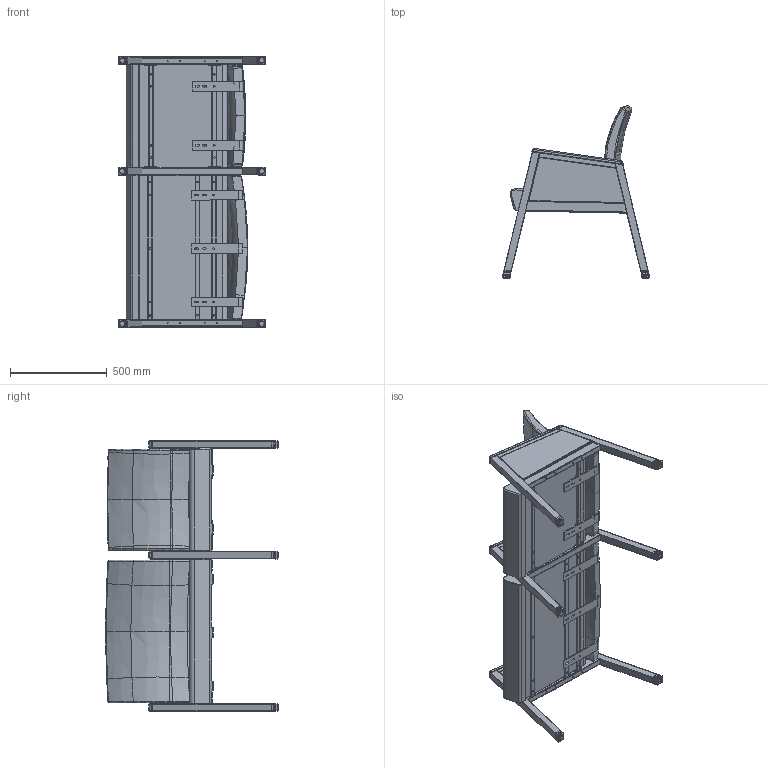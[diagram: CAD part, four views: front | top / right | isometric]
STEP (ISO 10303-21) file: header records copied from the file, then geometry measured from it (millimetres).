
FILE_DESCRIPTION(/* description */ (''),/* implementation_level */ '2;1');
FILE_NAME(/* name */ 'KAD20IBLPJ.stp',/* time_stamp */ '2016-10-19T12:58:34-04:00',/* author */ ('emerkel'),/* organization */ (''),/* preprocessor_version */ 'ST-DEVELOPER v16.5',/* originating_system */ 'Autodesk Inventor 2017',/* authorisation */ '');
FILE_SCHEMA (('AUTOMOTIVE_DESIGN { 1 0 10303 214 3 1 1 }'));
Products named in the file (37): KAD20IBLPU; UBACK KAD10B; USEAT KAD10B; UBACK KAD10; USEAT KAD10; LEG CAP KOL-1; LEG CAP KOL-1_1; GLD BLK 5-16; KOW10 MAC BLK; UPANEL KAD10; KAD ARMI BRZ; KAD FRONT LEG-F_MIR_CPY; KAD TOP BAR-F_MIR_CPY; KAD REAR LEG-F_MIR_CPY; KADI BOTTOM  BAR-F; KAD ARML BRZ; KAD FRONT LEG-F; KAD TOP BAR-F; KAD REAR LEG-F; KAD BOTTOM BAR-F; KAD ARMR BRZ; KAD FRONT LEG-F_MIR; KAD TOP BAR-F_MIR; KAD REAR LEG-F_MIR; KAD BOTTOM BAR-F_MIR; STU1X1.5X21; STU1X1.5X21_1; STU1X1.5X21_2; U-CHANNEL FOR STUBE; ST1X1.5X21; ST1X1.5X21_1; ST1X1.5X21_2; ST1X1.5X30; ST1X1.5X30_1; ST1X1.5X30_2; STUBE PLT-4; JBAR KOT
Assembly tree (57 placements, depth 3):
  KAD20IBLPU
    UBACK KAD10B
    USEAT KAD10B
    KOW10 MAC BLK  x3
    LEG CAP KOL-1  x6
      LEG CAP KOL-1_1
      GLD BLK 5-16
    UBACK KAD10
    USEAT KAD10
    UPANEL KAD10  x3
    KAD ARMI BRZ
      KAD FRONT LEG-F_MIR_CPY
      KAD TOP BAR-F_MIR_CPY
      KAD REAR LEG-F_MIR_CPY
      KADI BOTTOM  BAR-F
    KAD ARML BRZ
      KAD FRONT LEG-F
      KAD TOP BAR-F
      KAD REAR LEG-F
      KAD BOTTOM BAR-F
    KAD ARMR BRZ
      KAD FRONT LEG-F_MIR
      KAD TOP BAR-F_MIR
      KAD REAR LEG-F_MIR
      KAD BOTTOM BAR-F_MIR
    STU1X1.5X21
      STU1X1.5X21_1
      STU1X1.5X21_2
      STUBE PLT-4  x2
      U-CHANNEL FOR STUBE  x2
    ST1X1.5X21
      ST1X1.5X21_1
      ST1X1.5X21_2
      STUBE PLT-4  x2
    ST1X1.5X30  x3
      ST1X1.5X30_1
      ST1X1.5X30_2
      STUBE PLT-4
    JBAR KOT  x5
Bounding box: 761.25 x 891.62 x 1400.17 mm (x, y, z)
Volume: 106845128.9 mm3; surface area: 7352278.6 mm2
Topology: 86 solids, 98 shells, 5000 faces, 10904 edges, 6124 vertices
Faces by surface type: cylinder 1634, plane 1282, bspline 1131, torus 820, sphere 123, cone 10
Full cylindrical faces by diameter (mm): 4.366 x12, 6.35 x74, 6.528 x12, 7.925 x12, 8.712 x10, 8.733 x40, 9.525 x48, 9.906 x6, 11.989 x6, 31.75 x6
Entity records: 54530 total; most frequent: CARTESIAN_POINT 23070, ORIENTED_EDGE 6242, DIRECTION 6007, EDGE_CURVE 3123, AXIS2_PLACEMENT_3D 2315, VERTEX_POINT 1922, EDGE_LOOP 1803, FACE_OUTER_BOUND 1419
